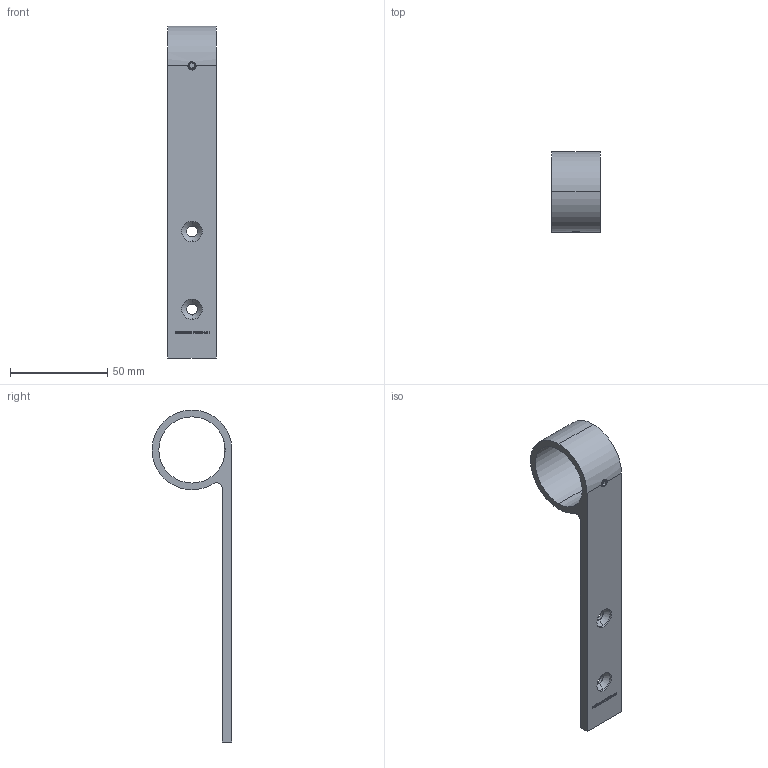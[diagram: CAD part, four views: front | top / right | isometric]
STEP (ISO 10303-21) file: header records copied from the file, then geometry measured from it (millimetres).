
FILE_DESCRIPTION (( 'STEP AP203' ), '1' );
FILE_NAME ('70030-ME.step', '2018-12-10T11:01:04', ( '' ), ( '' ), 'SwSTEP 2.0', 'SolidWorks 2015', '' );
FILE_SCHEMA (( 'CONFIG_CONTROL_DESIGN' ));
Length unit declared in the file: millimetre
Products named in the file (3): DIN913 M4x4_DIN913 M4x4; 7003X-XXX Teil1_70030-ME Teil1; 70030-ME
Assembly tree (2 placements, depth 2):
  70030-ME
    7003X-XXX Teil1_70030-ME Teil1
    DIN913 M4x4_DIN913 M4x4
Bounding box: 25 x 41 x 170.5 mm (x, y, z)
Volume: 27596.3 mm3; surface area: 15087.6 mm2
Topology: 2 solids, 2 shells, 244 faces, 642 edges, 424 vertices
Faces by surface type: plane 128, bspline 89, cylinder 19, cone 8
Entity records: 12957 total; most frequent: CARTESIAN_POINT 7192, ORIENTED_EDGE 1284, DIRECTION 820, EDGE_CURVE 642, VERTEX_POINT 424, VECTOR 420, LINE 420, EDGE_LOOP 274
